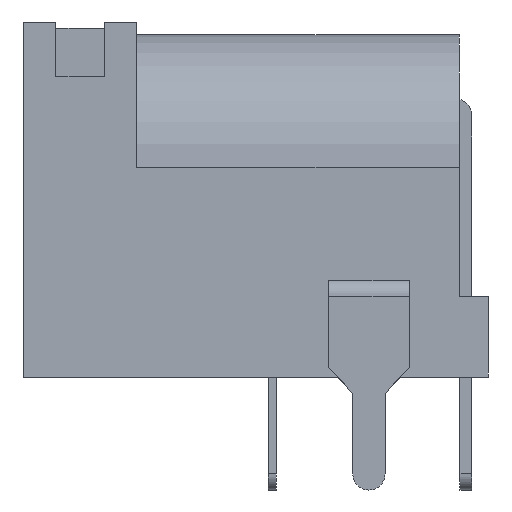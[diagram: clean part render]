
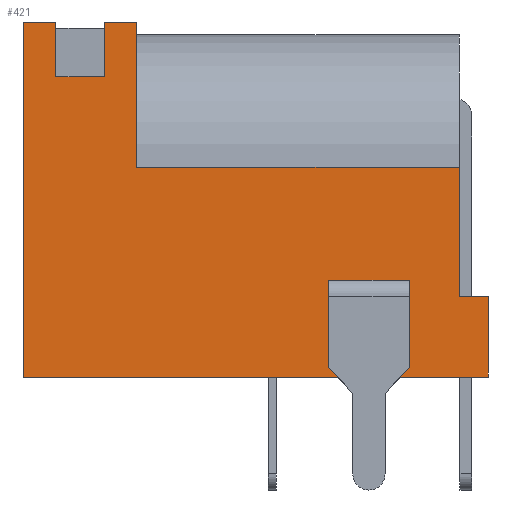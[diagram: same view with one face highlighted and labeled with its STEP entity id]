
A CAD part, left-side view. The second image highlights one B-rep face of the part: STEP entity #421.
In plain terms, the highlighted planar face has unit normal (-1, 0, 0).
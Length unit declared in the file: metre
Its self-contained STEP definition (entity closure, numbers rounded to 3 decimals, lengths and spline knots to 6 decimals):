
#223 = EDGE_CURVE( '', #638, #639, #640, .T. );
#259 = EDGE_CURVE( '', #703, #704, #705, .T. );
#271 = EDGE_CURVE( '', #699, #638, #724, .T. );
#275 = EDGE_CURVE( '', #730, #731, #732, .T. );
#315 = EDGE_CURVE( '', #731, #797, #798, .T. );
#317 = EDGE_CURVE( '', #703, #800, #801, .T. );
#327 = EDGE_CURVE( '', #816, #817, #818, .T. );
#345 = EDGE_CURVE( '', #730, #820, #844, .T. );
#363 = EDGE_CURVE( '', #735, #699, #869, .T. );
#365 = EDGE_CURVE( '', #871, #639, #872, .T. );
#387 = EDGE_CURVE( '', #704, #906, #907, .T. );
#397 = EDGE_CURVE( '', #735, #797, #919, .T. );
#421 = ADVANCED_FACE( '', ( #948 ), #949, .T. );
#437 = EDGE_CURVE( '', #700, #769, #971, .T. );
#471 = EDGE_CURVE( '', #769, #906, #1015, .T. );
#481 = EDGE_CURVE( '', #820, #816, #1027, .T. );
#491 = EDGE_CURVE( '', #800, #817, #1037, .T. );
#577 = EDGE_CURVE( '', #862, #871, #1142, .T. );
#617 = EDGE_CURVE( '', #862, #700, #1189, .T. );
#638 = VERTEX_POINT( '', #1201 );
#639 = VERTEX_POINT( '', #1202 );
#640 = LINE( '', #1203, #1204 );
#699 = VERTEX_POINT( '', #1283 );
#700 = VERTEX_POINT( '', #1284 );
#703 = VERTEX_POINT( '', #1289 );
#704 = VERTEX_POINT( '', #1290 );
#705 = LINE( '', #1291, #1292 );
#724 = LINE( '', #1316, #1317 );
#730 = VERTEX_POINT( '', #1326 );
#731 = VERTEX_POINT( '', #1327 );
#732 = LINE( '', #1328, #1329 );
#735 = VERTEX_POINT( '', #1333 );
#769 = VERTEX_POINT( '', #1385 );
#797 = VERTEX_POINT( '', #1422 );
#798 = LINE( '', #1423, #1424 );
#800 = VERTEX_POINT( '', #1427 );
#801 = LINE( '', #1428, #1429 );
#816 = VERTEX_POINT( '', #1453 );
#817 = VERTEX_POINT( '', #1454 );
#818 = LINE( '', #1455, #1456 );
#820 = VERTEX_POINT( '', #1459 );
#844 = LINE( '', #1490, #1491 );
#862 = VERTEX_POINT( '', #1516 );
#869 = LINE( '', #1525, #1526 );
#871 = VERTEX_POINT( '', #1529 );
#872 = LINE( '', #1530, #1531 );
#906 = VERTEX_POINT( '', #1577 );
#907 = LINE( '', #1578, #1579 );
#919 = LINE( '', #1600, #1601 );
#948 = FACE_OUTER_BOUND( '', #1644, .T. );
#949 = PLANE( '', #1645 );
#971 = LINE( '', #1676, #1677 );
#1015 = LINE( '', #1740, #1741 );
#1027 = LINE( '', #1760, #1761 );
#1037 = LINE( '', #1780, #1781 );
#1142 = LINE( '', #1942, #1943 );
#1189 = LINE( '', #2017, #2018 );
#1201 = CARTESIAN_POINT( '', ( -0.004503, -0.004756, 0.000322 ) );
#1202 = CARTESIAN_POINT( '', ( -0.004503, -0.004756, 0.003022 ) );
#1203 = CARTESIAN_POINT( '', ( -0.004503, -0.004756, -0.003478 ) );
#1204 = VECTOR( '', #2024, 1. );
#1283 = CARTESIAN_POINT( '', ( -0.004503, -0.004477, 0.000022 ) );
#1284 = CARTESIAN_POINT( '', ( -0.004503, -0.002536, 0.000022 ) );
#1289 = CARTESIAN_POINT( '', ( -0.004503, 0.006194, 0.009322 ) );
#1290 = CARTESIAN_POINT( '', ( -0.004503, 0.006194, 0.011022 ) );
#1291 = CARTESIAN_POINT( '', ( -0.004503, 0.006194, 0.009322 ) );
#1292 = VECTOR( '', #2097, 1. );
#1316 = CARTESIAN_POINT( '', ( -0.004503, -0.004006, -0.000482 ) );
#1317 = VECTOR( '', #2124, 1. );
#1326 = CARTESIAN_POINT( '', ( -0.004503, -0.006306, 0.006522 ) );
#1327 = CARTESIAN_POINT( '', ( -0.004503, -0.006306, 0.002522 ) );
#1328 = CARTESIAN_POINT( '', ( -0.004503, -0.006306, 0.002522 ) );
#1329 = VECTOR( '', #2126, 1. );
#1333 = CARTESIAN_POINT( '', ( -0.004503, -0.007206, 0.000022 ) );
#1385 = CARTESIAN_POINT( '', ( -0.004503, 0.007194, 0.000022 ) );
#1422 = CARTESIAN_POINT( '', ( -0.004503, -0.007206, 0.002522 ) );
#1423 = CARTESIAN_POINT( '', ( -0.004503, -0.007206, 0.002522 ) );
#1424 = VECTOR( '', #2190, 1. );
#1427 = CARTESIAN_POINT( '', ( -0.004503, 0.004694, 0.009322 ) );
#1428 = CARTESIAN_POINT( '', ( -0.004503, 0.006194, 0.009322 ) );
#1429 = VECTOR( '', #2191, 1. );
#1453 = CARTESIAN_POINT( '', ( -0.004503, 0.003694, 0.011022 ) );
#1454 = CARTESIAN_POINT( '', ( -0.004503, 0.004694, 0.011022 ) );
#1455 = CARTESIAN_POINT( '', ( -0.004503, -0.007206, 0.011022 ) );
#1456 = VECTOR( '', #2196, 1. );
#1459 = CARTESIAN_POINT( '', ( -0.004503, 0.003694, 0.006522 ) );
#1490 = CARTESIAN_POINT( '', ( -0.004503, -0.007206, 0.006522 ) );
#1491 = VECTOR( '', #2253, 1. );
#1516 = CARTESIAN_POINT( '', ( -0.004503, -0.002256, 0.000322 ) );
#1525 = CARTESIAN_POINT( '', ( -0.004503, -0.007206, 0.000022 ) );
#1526 = VECTOR( '', #2287, 1. );
#1529 = CARTESIAN_POINT( '', ( -0.004503, -0.002256, 0.003022 ) );
#1530 = CARTESIAN_POINT( '', ( -0.004503, -0.004756, 0.003022 ) );
#1531 = VECTOR( '', #2288, 1. );
#1577 = CARTESIAN_POINT( '', ( -0.004503, 0.007194, 0.011022 ) );
#1578 = CARTESIAN_POINT( '', ( -0.004503, -0.007206, 0.011022 ) );
#1579 = VECTOR( '', #2335, 1. );
#1600 = CARTESIAN_POINT( '', ( -0.004503, -0.007206, 0.011022 ) );
#1601 = VECTOR( '', #2340, 1. );
#1644 = EDGE_LOOP( '', ( #2379, #2380, #2381, #2382, #2383, #2384, #2385, #2386, #2387, #2388, #2389, #2390, #2391, #2392, #2393, #2394, #2395, #2396 ) );
#1645 = AXIS2_PLACEMENT_3D( '', #2397, #2398, #2399 );
#1676 = CARTESIAN_POINT( '', ( -0.004503, -0.007206, 0.000022 ) );
#1677 = VECTOR( '', #2426, 1. );
#1740 = CARTESIAN_POINT( '', ( -0.004503, 0.007194, 0.011022 ) );
#1741 = VECTOR( '', #2489, 1. );
#1760 = CARTESIAN_POINT( '', ( -0.004503, 0.003694, 0.006522 ) );
#1761 = VECTOR( '', #2501, 1. );
#1780 = CARTESIAN_POINT( '', ( -0.004503, 0.004694, 0.009322 ) );
#1781 = VECTOR( '', #2506, 1. );
#1942 = CARTESIAN_POINT( '', ( -0.004503, -0.002256, -0.003478 ) );
#1943 = VECTOR( '', #2648, 1. );
#2017 = CARTESIAN_POINT( '', ( -0.004503, -0.003006, -0.000482 ) );
#2018 = VECTOR( '', #2709, 1. );
#2024 = DIRECTION( '', ( 0., 0., 1. ) );
#2097 = DIRECTION( '', ( 0., 0., 1. ) );
#2124 = DIRECTION( '', ( 0., -0.682, 0.731 ) );
#2126 = DIRECTION( '', ( 0., 0., -1. ) );
#2190 = DIRECTION( '', ( 0., -1., 0. ) );
#2191 = DIRECTION( '', ( 0., -1., 0. ) );
#2196 = DIRECTION( '', ( 0., 1., 0. ) );
#2253 = DIRECTION( '', ( 0., 1., 0. ) );
#2287 = DIRECTION( '', ( 0., 1., 0. ) );
#2288 = DIRECTION( '', ( 0., -1., 0. ) );
#2335 = DIRECTION( '', ( 0., 1., 0. ) );
#2340 = DIRECTION( '', ( 0., 0., 1. ) );
#2379 = ORIENTED_EDGE( '', *, *, #437, .F. );
#2380 = ORIENTED_EDGE( '', *, *, #617, .F. );
#2381 = ORIENTED_EDGE( '', *, *, #577, .T. );
#2382 = ORIENTED_EDGE( '', *, *, #365, .T. );
#2383 = ORIENTED_EDGE( '', *, *, #223, .F. );
#2384 = ORIENTED_EDGE( '', *, *, #271, .F. );
#2385 = ORIENTED_EDGE( '', *, *, #363, .F. );
#2386 = ORIENTED_EDGE( '', *, *, #397, .T. );
#2387 = ORIENTED_EDGE( '', *, *, #315, .F. );
#2388 = ORIENTED_EDGE( '', *, *, #275, .F. );
#2389 = ORIENTED_EDGE( '', *, *, #345, .T. );
#2390 = ORIENTED_EDGE( '', *, *, #481, .T. );
#2391 = ORIENTED_EDGE( '', *, *, #327, .T. );
#2392 = ORIENTED_EDGE( '', *, *, #491, .F. );
#2393 = ORIENTED_EDGE( '', *, *, #317, .F. );
#2394 = ORIENTED_EDGE( '', *, *, #259, .T. );
#2395 = ORIENTED_EDGE( '', *, *, #387, .T. );
#2396 = ORIENTED_EDGE( '', *, *, #471, .F. );
#2397 = CARTESIAN_POINT( '', ( -0.004503, -0.007206, 0.011022 ) );
#2398 = DIRECTION( '', ( -1., 0., 0. ) );
#2399 = DIRECTION( '', ( 0., 1., 0. ) );
#2426 = DIRECTION( '', ( 0., 1., 0. ) );
#2489 = DIRECTION( '', ( 0., 0., 1. ) );
#2501 = DIRECTION( '', ( 0., 0., 1. ) );
#2506 = DIRECTION( '', ( 0., 0., 1. ) );
#2648 = DIRECTION( '', ( 0., 0., 1. ) );
#2709 = DIRECTION( '', ( 0., -0.682, -0.731 ) );
